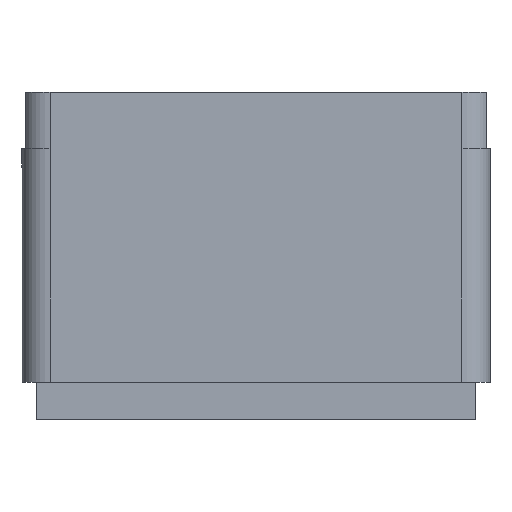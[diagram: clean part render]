
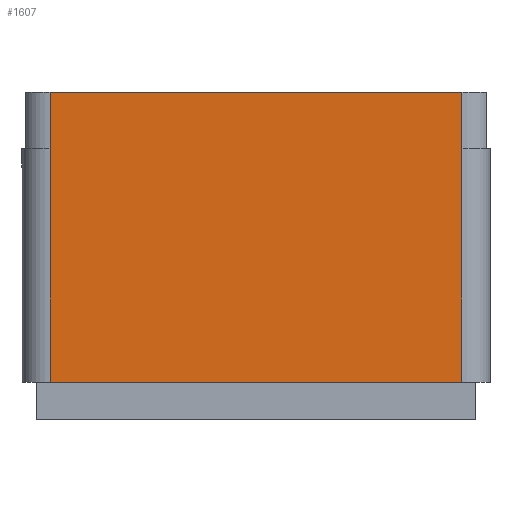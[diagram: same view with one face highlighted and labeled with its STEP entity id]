
A CAD part, left-side view. The second image highlights one B-rep face of the part: STEP entity #1607.
In plain terms, the highlighted planar face has unit normal (-1, 0, 0).
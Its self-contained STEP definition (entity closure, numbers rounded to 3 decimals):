
#116=PLANE('',#1763);
#197=FACE_OUTER_BOUND('',#327,.T.);
#327=EDGE_LOOP('',(#1478,#1479,#1480,#1481,#1482,#1483));
#333=LINE('',#2215,#490);
#344=LINE('',#2243,#501);
#346=LINE('',#2246,#503);
#430=LINE('',#2481,#587);
#487=LINE('',#2643,#644);
#488=LINE('',#2645,#645);
#490=VECTOR('',#1772,10.);
#501=VECTOR('',#1795,10.);
#503=VECTOR('',#1799,10.);
#587=VECTOR('',#2001,10.);
#644=VECTOR('',#2200,10.);
#645=VECTOR('',#2203,10.);
#708=VERTEX_POINT('',#2212);
#709=VERTEX_POINT('',#2214);
#719=VERTEX_POINT('',#2239);
#720=VERTEX_POINT('',#2241);
#811=VERTEX_POINT('',#2478);
#812=VERTEX_POINT('',#2480);
#848=EDGE_CURVE('',#708,#709,#333,.T.);
#862=EDGE_CURVE('',#719,#720,#344,.T.);
#864=EDGE_CURVE('',#709,#720,#346,.T.);
#982=EDGE_CURVE('',#812,#811,#430,.T.);
#1061=EDGE_CURVE('',#811,#719,#487,.T.);
#1062=EDGE_CURVE('',#812,#708,#488,.T.);
#1478=ORIENTED_EDGE('',*,*,#982,.T.);
#1479=ORIENTED_EDGE('',*,*,#1061,.T.);
#1480=ORIENTED_EDGE('',*,*,#862,.T.);
#1481=ORIENTED_EDGE('',*,*,#864,.F.);
#1482=ORIENTED_EDGE('',*,*,#848,.F.);
#1483=ORIENTED_EDGE('',*,*,#1062,.F.);
#1607=ADVANCED_FACE('',(#197),#116,.T.);
#1763=AXIS2_PLACEMENT_3D('',#2644,#2201,#2202);
#1772=DIRECTION('',(0.,0.,1.));
#1795=DIRECTION('',(0.,0.,1.));
#1799=DIRECTION('',(0.,-1.,0.));
#2001=DIRECTION('',(0.,-1.,0.));
#2200=DIRECTION('',(0.,0.,1.));
#2201=DIRECTION('center_axis',(-1.,0.,0.));
#2202=DIRECTION('ref_axis',(0.,-1.,0.));
#2203=DIRECTION('',(0.,0.,1.));
#2212=CARTESIAN_POINT('',(-25.,22.,29.));
#2214=CARTESIAN_POINT('',(-25.,22.,35.));
#2215=CARTESIAN_POINT('',(-25.,22.,29.));
#2239=CARTESIAN_POINT('',(-25.,-22.,29.));
#2241=CARTESIAN_POINT('',(-25.,-22.,35.));
#2243=CARTESIAN_POINT('',(-25.,-22.,29.));
#2246=CARTESIAN_POINT('',(-25.,22.,35.));
#2478=CARTESIAN_POINT('',(-25.,-22.,4.));
#2480=CARTESIAN_POINT('',(-25.,22.,4.));
#2481=CARTESIAN_POINT('',(-25.,11.,4.));
#2643=CARTESIAN_POINT('',(-25.,-22.,0.));
#2644=CARTESIAN_POINT('Origin',(-25.,22.,0.));
#2645=CARTESIAN_POINT('',(-25.,22.,0.));
